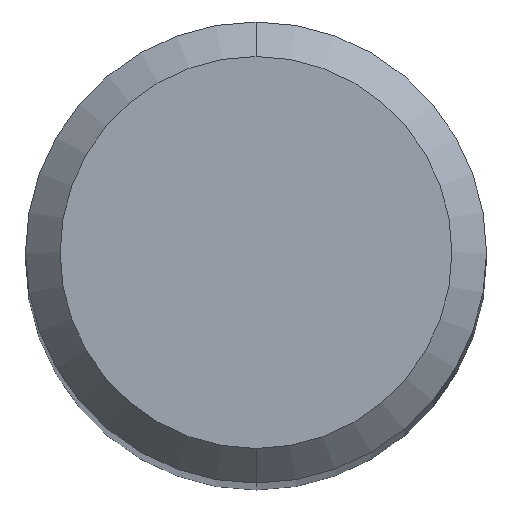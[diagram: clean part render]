
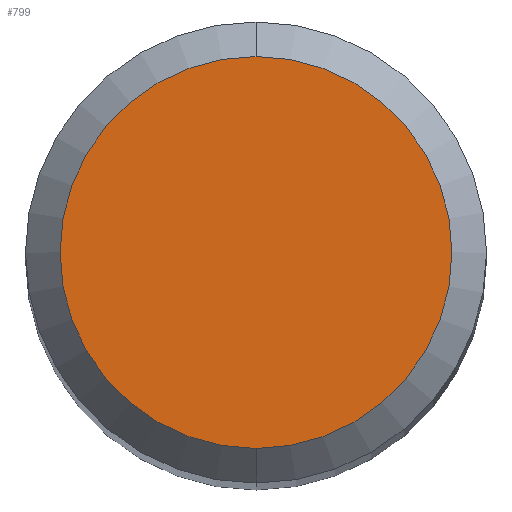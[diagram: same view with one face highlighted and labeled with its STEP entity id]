
A CAD part, top view. The second image highlights one B-rep face of the part: STEP entity #799.
In plain terms, the highlighted planar face has unit normal (0, 0, 1).
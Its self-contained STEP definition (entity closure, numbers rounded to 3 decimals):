
#799=ADVANCED_FACE('',(#1659),#1660,.T.);
#821=VERTEX_POINT('',#1682);
#857=VERTEX_POINT('',#1721);
#961=EDGE_CURVE('',#821,#857,#1835,.T.);
#1101=EDGE_CURVE('',#857,#821,#1985,.T.);
#1659=FACE_OUTER_BOUND('',#3878,.T.);
#1660=PLANE('',#3879);
#1682=CARTESIAN_POINT('',(0.0,1.7,0.0));
#1721=CARTESIAN_POINT('',(0.,-1.7,0.0));
#1835=CIRCLE('',#4510,1.7);
#1985=CIRCLE('',#4941,1.7);
#3878=EDGE_LOOP('',(#5976,#5977));
#3879=AXIS2_PLACEMENT_3D('',#5978,#5979,#5980);
#4510=AXIS2_PLACEMENT_3D('',#6129,#6130,#6131);
#4941=AXIS2_PLACEMENT_3D('',#6291,#6292,#6293);
#5976=ORIENTED_EDGE('',*,*,#961,.F.);
#5977=ORIENTED_EDGE('',*,*,#1101,.F.);
#5978=CARTESIAN_POINT('',(0.0,0.85,0.0));
#5979=DIRECTION('',(-0.0,0.0,1.0));
#5980=DIRECTION('',(0.0,-1.0,0.0));
#6129=CARTESIAN_POINT('',(0.0,0.0,0.0));
#6130=DIRECTION('',(0.0,0.0,-1.0));
#6131=DIRECTION('',(0.0,1.0,0.0));
#6291=CARTESIAN_POINT('',(0.0,0.0,0.0));
#6292=DIRECTION('',(0.0,0.0,-1.0));
#6293=DIRECTION('',(0.0,1.0,0.0));
